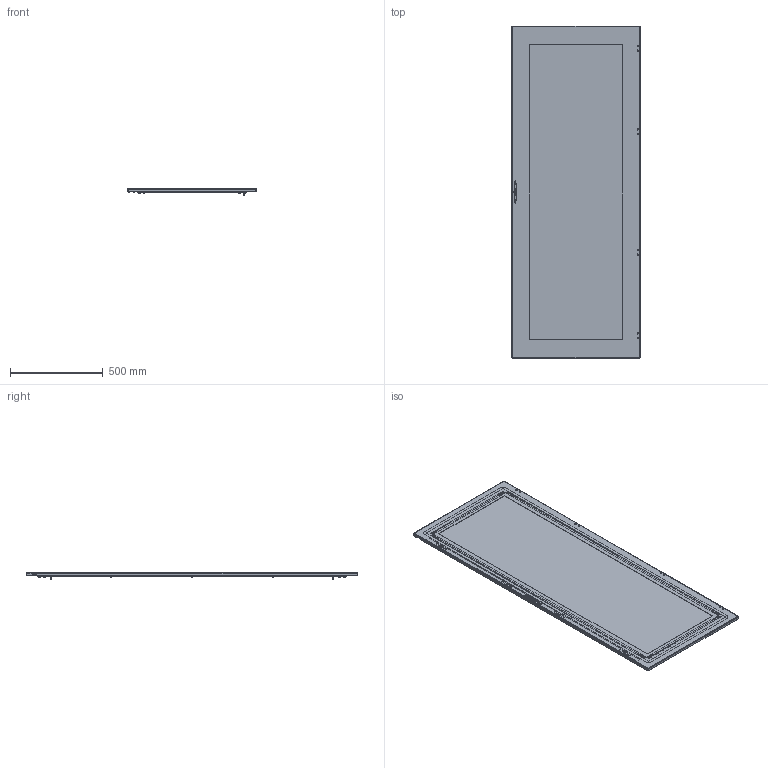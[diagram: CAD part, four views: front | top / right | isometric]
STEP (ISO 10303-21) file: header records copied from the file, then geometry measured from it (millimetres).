
FILE_DESCRIPTION (( 'STEP AP214' ), '1' );
FILE_NAME ('605.718.STEP', '2024-09-06T04:48:21', ( '' ), ( '' ), 'SwSTEP 2.0', 'SolidWorks 2021', '' );
FILE_SCHEMA (( 'AUTOMOTIVE_DESIGN' ));
Length unit declared in the file: millimetre
Products named in the file (14): Ãàéêà Ì6 äëÿ øïèëüêè; Øïèëüêà ïðèâàðíàÿ Ì6õ10; Ãàñêåòèíã äâåðè W700H1800; Äâåðíîé ïðîôèëü ñò. ÌÊ 20 Í1800; ﾒ聰 ﾌﾊ-20 H1800; Óãîëîê äâåðíîé; Äâåðíîé ïðîôèëü ñò. ÌÊ 20 W700; Øïèëüêà ïðèâàðíàÿ Ì6õ35; 栺樏鋋 W700H1800; 605.718; Äâåðíîå ïîëîòíî ñò. ÌÊ-20 W700H1800; Øïèëüêà ïðèâàðíàÿ Ì6õ25; Ïðîêëàäêà W700H1800; Çàãëóøêà òÿãè
Assembly tree (51 placements, depth 2):
  605.718
    Äâåðíîå ïîëîòíî ñò. ÌÊ-20 W700H1800
    Ãàñêåòèíã äâåðè W700H1800
    Äâåðíîé ïðîôèëü ñò. ÌÊ 20 Í1800  x2
    Äâåðíîé ïðîôèëü ñò. ÌÊ 20 W700  x2
    栺樏鋋 W700H1800
    Ïðîêëàäêà W700H1800
    ﾒ聰 ﾌﾊ-20 H1800
    Øïèëüêà ïðèâàðíàÿ Ì6õ35  x2
    Øïèëüêà ïðèâàðíàÿ Ì6õ25  x14
    Øïèëüêà ïðèâàðíàÿ Ì6õ10  x4
    Çàãëóøêà òÿãè  x4
    Óãîëîê äâåðíîé  x4
    Ãàéêà Ì6 äëÿ øïèëüêè  x14
Bounding box: 694 x 1790 x 37 mm (x, y, z)
Volume: 5645610 mm3; surface area: 3979297.2 mm2
Topology: 51 solids, 51 shells, 2514 faces, 6886 edges, 4474 vertices
Faces by surface type: cylinder 1327, plane 1001, cone 124, bspline 58, torus 4
Entity records: 33128 total; most frequent: CARTESIAN_POINT 6489, DIRECTION 5641, ORIENTED_EDGE 5230, EDGE_CURVE 2615, AXIS2_PLACEMENT_3D 2140, VERTEX_POINT 1694, LINE 1361, VECTOR 1361
